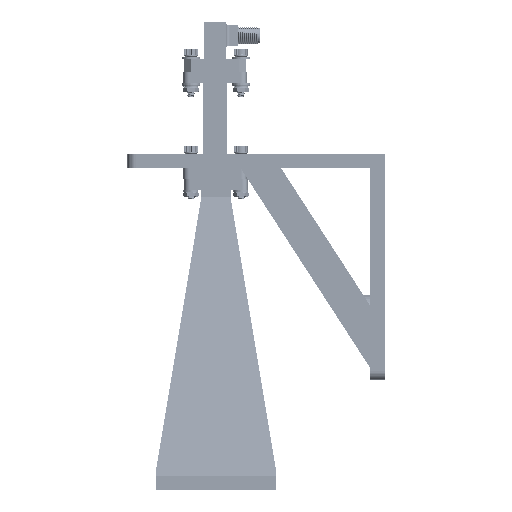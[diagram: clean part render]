
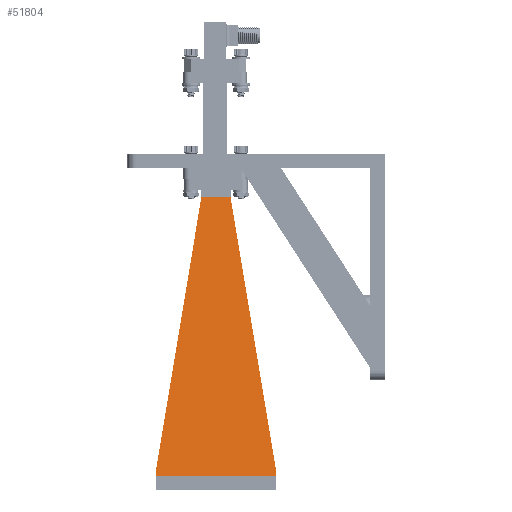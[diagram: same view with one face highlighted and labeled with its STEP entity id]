
A CAD part, left-side view. The second image highlights one B-rep face of the part: STEP entity #51804.
In plain terms, the highlighted face is planar.
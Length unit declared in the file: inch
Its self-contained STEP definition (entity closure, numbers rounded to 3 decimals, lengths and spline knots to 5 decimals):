
#55 = VERTEX_POINT ( 'NONE', #33780 ) ;
#756 = EDGE_CURVE ( 'NONE', #16919, #55, #57421, .T. ) ;
#2102 = ORIENTED_EDGE ( 'NONE', *, *, #19422, .T. ) ;
#2280 = EDGE_CURVE ( 'NONE', #13389, #31442, #62044, .T. ) ;
#3063 = CARTESIAN_POINT ( 'NONE',  ( -0.84224, 0.73426, 3.98228 ) ) ;
#3164 = DIRECTION ( 'NONE',  ( -0.161, -0.194, -0.968 ) ) ;
#4718 = CARTESIAN_POINT ( 'NONE',  ( 0.84224, 1.10799, 5.84616 ) ) ;
#6689 = DIRECTION ( 'NONE',  ( 0., -0.197, -0.98 ) ) ;
#7429 = CARTESIAN_POINT ( 'NONE',  ( 0.84224, 1.09985, 5.80554 ) ) ;
#7854 = LINE ( 'NONE', #42883, #47734 ) ;
#8080 = EDGE_LOOP ( 'NONE', ( #63732, #31690, #47457, #11792, #2102, #46053 ) ) ;
#8132 = VECTOR ( 'NONE', #6689, 39.37008 ) ;
#8207 = PLANE ( 'NONE',  #53480 ) ;
#9263 = VECTOR ( 'NONE', #3164, 39.37008 ) ;
#11792 = ORIENTED_EDGE ( 'NONE', *, *, #2280, .T. ) ;
#13389 = VERTEX_POINT ( 'NONE', #4718 ) ;
#16919 = VERTEX_POINT ( 'NONE', #38455 ) ;
#17865 = CARTESIAN_POINT ( 'NONE',  ( 0., 0.73426, 3.98228 ) ) ;
#18315 = VERTEX_POINT ( 'NONE', #58423 ) ;
#19422 = EDGE_CURVE ( 'NONE', #31442, #18315, #23136, .T. ) ;
#20906 = LINE ( 'NONE', #42268, #23727 ) ;
#21874 = DIRECTION ( 'NONE',  ( 0., 0.197, 0.98 ) ) ;
#23136 = LINE ( 'NONE', #28783, #9263 ) ;
#23727 = VECTOR ( 'NONE', #31917, 39.37008 ) ;
#25531 = EDGE_CURVE ( 'NONE', #18315, #55, #20906, .T. ) ;
#26411 = CARTESIAN_POINT ( 'NONE',  ( -0.84224, 1.09985, 5.80554 ) ) ;
#26555 = CARTESIAN_POINT ( 'NONE',  ( -0.84224, 1.10799, 5.84616 ) ) ;
#27227 = FACE_OUTER_BOUND ( 'NONE', #8080, .T. ) ;
#28783 = CARTESIAN_POINT ( 'NONE',  ( 0.84224, 1.09985, 5.80554 ) ) ;
#31078 = DIRECTION ( 'NONE',  ( 0.161, -0.194, -0.968 ) ) ;
#31442 = VERTEX_POINT ( 'NONE', #7429 ) ;
#31690 = ORIENTED_EDGE ( 'NONE', *, *, #50983, .T. ) ;
#31917 = DIRECTION ( 'NONE',  ( -1., 0., 0. ) ) ;
#33286 = VECTOR ( 'NONE', #31078, 39.37008 ) ;
#33780 = CARTESIAN_POINT ( 'NONE',  ( -0.20374, 0.32927, 1.96256 ) ) ;
#38455 = CARTESIAN_POINT ( 'NONE',  ( -0.84224, 1.09985, 5.80554 ) ) ;
#38546 = EDGE_CURVE ( 'NONE', #43688, #13389, #7854, .T. ) ;
#39406 = DIRECTION ( 'NONE',  ( 1., 0., 0. ) ) ;
#42268 = CARTESIAN_POINT ( 'NONE',  ( 0., 0.32927, 1.96256 ) ) ;
#42883 = CARTESIAN_POINT ( 'NONE',  ( 0., 1.10799, 5.84616 ) ) ;
#43688 = VERTEX_POINT ( 'NONE', #26555 ) ;
#43718 = DIRECTION ( 'NONE',  ( 0., 0.197, 0.98 ) ) ;
#46016 = VECTOR ( 'NONE', #43718, 39.37008 ) ;
#46053 = ORIENTED_EDGE ( 'NONE', *, *, #25531, .T. ) ;
#47457 = ORIENTED_EDGE ( 'NONE', *, *, #38546, .T. ) ;
#47734 = VECTOR ( 'NONE', #39406, 39.37008 ) ;
#48726 = LINE ( 'NONE', #3063, #46016 ) ;
#50983 = EDGE_CURVE ( 'NONE', #16919, #43688, #48726, .T. ) ;
#51804 = ADVANCED_FACE ( 'NONE', ( #27227 ), #8207, .T. ) ;
#53480 = AXIS2_PLACEMENT_3D ( 'NONE', #17865, #58921, #21874 ) ;
#57348 = CARTESIAN_POINT ( 'NONE',  ( 0.84224, 1.10799, 5.84616 ) ) ;
#57421 = LINE ( 'NONE', #26411, #33286 ) ;
#58423 = CARTESIAN_POINT ( 'NONE',  ( 0.20374, 0.32927, 1.96256 ) ) ;
#58921 = DIRECTION ( 'NONE',  ( 0., 0.98, -0.197 ) ) ;
#62044 = LINE ( 'NONE', #57348, #8132 ) ;
#63732 = ORIENTED_EDGE ( 'NONE', *, *, #756, .F. ) ;
